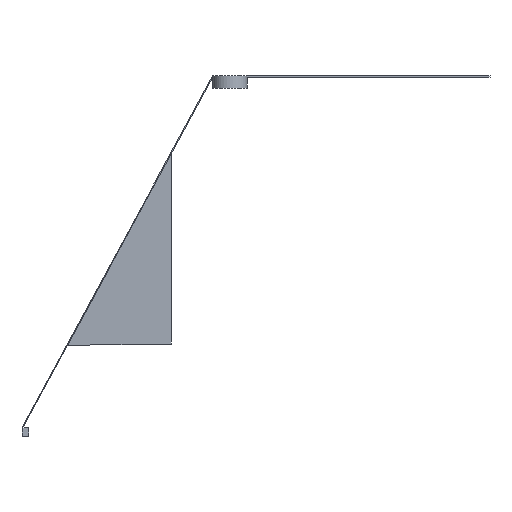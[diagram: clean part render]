
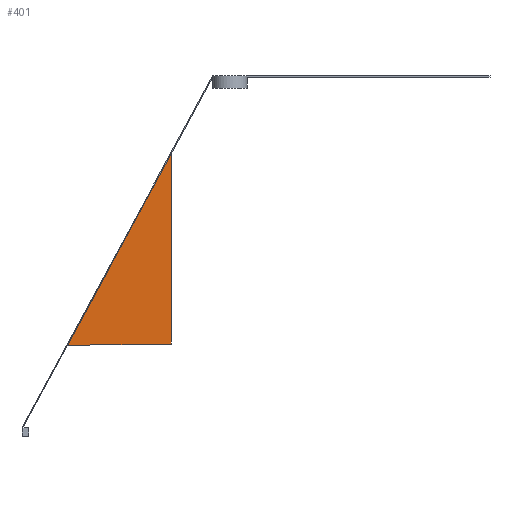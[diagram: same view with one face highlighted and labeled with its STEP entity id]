
A CAD part, front view. The second image highlights one B-rep face of the part: STEP entity #401.
In plain terms, the highlighted planar face has unit normal (0, -1, 0).
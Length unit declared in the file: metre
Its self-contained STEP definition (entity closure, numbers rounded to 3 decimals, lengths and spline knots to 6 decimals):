
#25=ORIENTED_EDGE('',*,*,#138,.F.);
#26=ORIENTED_EDGE('',*,*,#139,.F.);
#27=ORIENTED_EDGE('',*,*,#136,.F.);
#136=EDGE_CURVE('',#192,#193,#231,.T.);
#138=EDGE_CURVE('',#194,#192,#233,.T.);
#139=EDGE_CURVE('',#193,#194,#234,.T.);
#192=VERTEX_POINT('',#577);
#193=VERTEX_POINT('',#579);
#194=VERTEX_POINT('',#583);
#231=LINE('',#578,#284);
#233=LINE('',#582,#286);
#234=LINE('',#584,#287);
#284=VECTOR('',#470,1.);
#286=VECTOR('',#474,1.);
#287=VECTOR('',#475,1.);
#335=EDGE_LOOP('',(#25,#26,#27));
#358=FACE_BOUND('',#335,.T.);
#381=PLANE('',#436);
#401=ADVANCED_FACE('',(#358),#381,.T.);
#436=AXIS2_PLACEMENT_3D('',#581,#472,#473);
#470=DIRECTION('',(0.,0.,-1.));
#472=DIRECTION('',(0.,-1.,0.));
#473=DIRECTION('',(1.,0.,0.));
#474=DIRECTION('',(0.476,0.,0.879));
#475=DIRECTION('',(-1.,0.,-0.012));
#577=CARTESIAN_POINT('',(-0.083818,-0.0005,0.224299));
#578=CARTESIAN_POINT('',(-0.083818,-0.0005,0.169299));
#579=CARTESIAN_POINT('',(-0.083818,-0.0005,0.114299));
#581=CARTESIAN_POINT('',(-0.11479,-0.0005,0.167131));
#582=CARTESIAN_POINT('',(-0.113815,-0.0005,0.16893));
#583=CARTESIAN_POINT('',(-0.143813,-0.0005,0.11356));
#584=CARTESIAN_POINT('',(-0.113815,-0.0005,0.11393));
